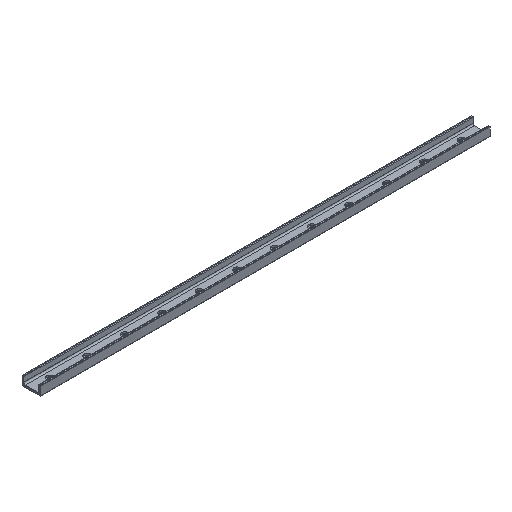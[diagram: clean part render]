
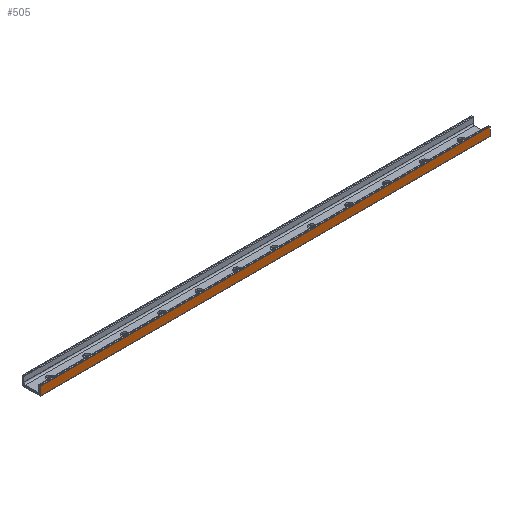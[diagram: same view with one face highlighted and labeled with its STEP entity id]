
A CAD part, isometric view. The second image highlights one B-rep face of the part: STEP entity #505.
In plain terms, the highlighted planar face has unit normal (0, -1, 0).
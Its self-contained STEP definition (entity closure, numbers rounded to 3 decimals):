
#70 = ORIENTED_EDGE ( 'NONE', *, *, #944, .T. ) ;
#149 = ORIENTED_EDGE ( 'NONE', *, *, #523, .F. ) ;
#183 = DIRECTION ( 'NONE',  ( 1., 0., 0. ) ) ;
#341 = VERTEX_POINT ( 'NONE', #530 ) ;
#358 = DIRECTION ( 'NONE',  ( 0., 1., 0. ) ) ;
#384 = DIRECTION ( 'NONE',  ( 0., 0., 1. ) ) ;
#505 = ADVANCED_FACE ( 'NONE', ( #1178 ), #805, .F. ) ;
#512 = EDGE_LOOP ( 'NONE', ( #1472, #149, #70, #2216 ) ) ;
#523 = EDGE_CURVE ( 'NONE', #814, #341, #1203, .T. ) ;
#530 = CARTESIAN_POINT ( 'NONE',  ( 960., -20.005, 8.879 ) ) ;
#569 = CARTESIAN_POINT ( 'NONE',  ( 1520., -20.005, 8.879 ) ) ;
#586 = LINE ( 'NONE', #1983, #2499 ) ;
#661 = AXIS2_PLACEMENT_3D ( 'NONE', #569, #358, #384 ) ;
#805 = PLANE ( 'NONE',  #661 ) ;
#814 = VERTEX_POINT ( 'NONE', #2396 ) ;
#867 = VERTEX_POINT ( 'NONE', #1364 ) ;
#944 = EDGE_CURVE ( 'NONE', #814, #1286, #1451, .T. ) ;
#961 = CARTESIAN_POINT ( 'NONE',  ( 0., -20.005, -8.879 ) ) ;
#1006 = CARTESIAN_POINT ( 'NONE',  ( 1520., -20.005, 8.879 ) ) ;
#1029 = DIRECTION ( 'NONE',  ( 0., 0., -1. ) ) ;
#1135 = VECTOR ( 'NONE', #183, 1000. ) ;
#1170 = CARTESIAN_POINT ( 'NONE',  ( 960., -20.005, 8.879 ) ) ;
#1177 = VECTOR ( 'NONE', #1029, 1000. ) ;
#1178 = FACE_OUTER_BOUND ( 'NONE', #512, .T. ) ;
#1203 = LINE ( 'NONE', #1006, #1135 ) ;
#1286 = VERTEX_POINT ( 'NONE', #961 ) ;
#1357 = EDGE_CURVE ( 'NONE', #867, #341, #1757, .T. ) ;
#1364 = CARTESIAN_POINT ( 'NONE',  ( 960., -20.005, -8.879 ) ) ;
#1367 = EDGE_CURVE ( 'NONE', #867, #1286, #586, .T. ) ;
#1389 = DIRECTION ( 'NONE',  ( -1., 0., 0. ) ) ;
#1451 = LINE ( 'NONE', #1847, #1177 ) ;
#1472 = ORIENTED_EDGE ( 'NONE', *, *, #1357, .T. ) ;
#1514 = VECTOR ( 'NONE', #2152, 1000. ) ;
#1757 = LINE ( 'NONE', #1170, #1514 ) ;
#1847 = CARTESIAN_POINT ( 'NONE',  ( 0., -20.005, 8.879 ) ) ;
#1983 = CARTESIAN_POINT ( 'NONE',  ( 1520., -20.005, -8.879 ) ) ;
#2152 = DIRECTION ( 'NONE',  ( 0., 0., 1. ) ) ;
#2216 = ORIENTED_EDGE ( 'NONE', *, *, #1367, .F. ) ;
#2396 = CARTESIAN_POINT ( 'NONE',  ( 0., -20.005, 8.879 ) ) ;
#2499 = VECTOR ( 'NONE', #1389, 1000. ) ;
